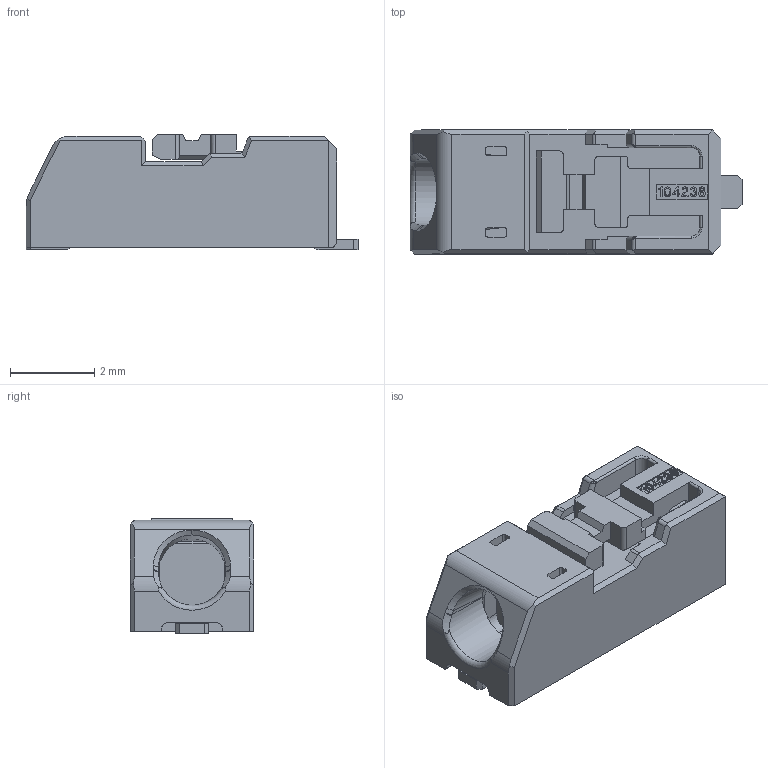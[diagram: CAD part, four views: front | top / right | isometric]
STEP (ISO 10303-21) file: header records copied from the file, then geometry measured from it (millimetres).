
FILE_DESCRIPTION((''),'2;1');
FILE_NAME('1042380110','2016-02-26T',('ME'),(''),'PRO/ENGINEER BY PARAMETRIC TECHNOLOGY CORPORATION, 2012310','PRO/ENGINEER BY PARAMETRIC TECHNOLOGY CORPORATION, 2012310','');
FILE_SCHEMA(('CONFIG_CONTROL_DESIGN'));
Length unit declared in the file: millimetre
Products named in the file (1): 1042380110
Bounding box: 7.9 x 2.95 x 2.75 mm (x, y, z)
Volume: 48.1 mm3; surface area: 132.6 mm2
Topology: 1 solids, 1 shells, 562 faces, 1628 edges, 1070 vertices
Faces by surface type: plane 463, cylinder 76, bspline 18, torus 5
Entity records: 19515 total; most frequent: CARTESIAN_POINT 4862, ORIENTED_EDGE 3240, DIRECTION 2700, EDGE_CURVE 1620, VECTOR 1408, LINE 1408, VERTEX_POINT 1062, AXIS2_PLACEMENT_3D 646
